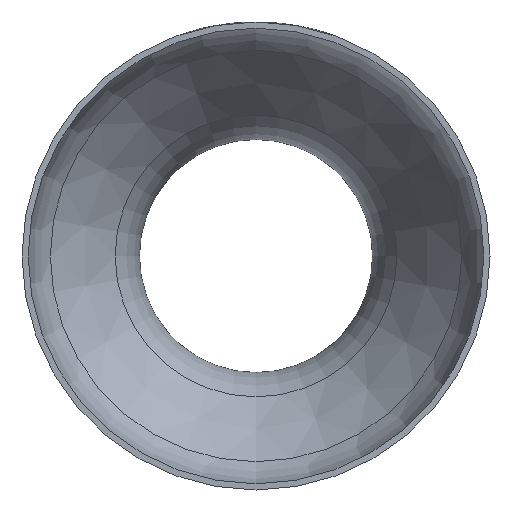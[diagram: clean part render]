
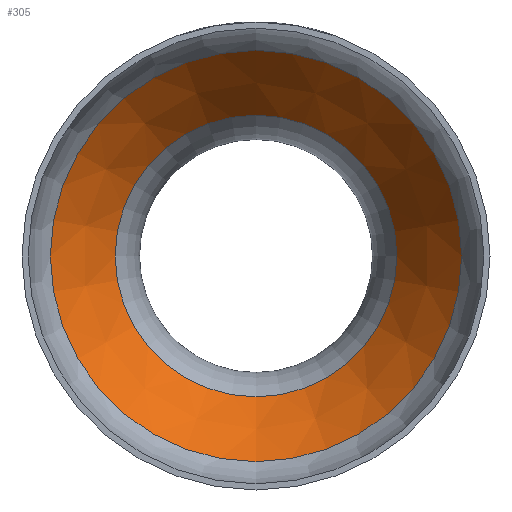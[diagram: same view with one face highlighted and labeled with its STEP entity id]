
A CAD part, front view. The second image highlights one B-rep face of the part: STEP entity #305.
In plain terms, the highlighted conical face has half-angle 35.092 degrees and reference radius 96.271 mm.
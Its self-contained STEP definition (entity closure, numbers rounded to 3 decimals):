
#305 = ADVANCED_FACE ( 'NONE', ( #4612, #2171 ), #3164, .F. ) ;
#1108 = CARTESIAN_POINT ( 'NONE',  ( 0., 52.826, 0. ) ) ;
#1303 = EDGE_CURVE ( 'NONE', #4836, #4836, #8047, .T. ) ;
#1670 = EDGE_LOOP ( 'NONE', ( #2316 ) ) ;
#1938 = DIRECTION ( 'NONE',  ( 0., -1., 0. ) ) ;
#2171 = FACE_OUTER_BOUND ( 'NONE', #4381, .T. ) ;
#2315 = EDGE_CURVE ( 'NONE', #9008, #9008, #7020, .T. ) ;
#2316 = ORIENTED_EDGE ( 'NONE', *, *, #1303, .F. ) ;
#3116 = AXIS2_PLACEMENT_3D ( 'NONE', #4563, #10056, #6852 ) ;
#3164 = CONICAL_SURFACE ( 'NONE', #9253, 96.271, 0.612 ) ;
#3997 = CARTESIAN_POINT ( 'NONE',  ( 0., 96.012, -65.929 ) ) ;
#4381 = EDGE_LOOP ( 'NONE', ( #5855 ) ) ;
#4563 = CARTESIAN_POINT ( 'NONE',  ( 0., 96.012, 0. ) ) ;
#4612 = FACE_BOUND ( 'NONE', #1670, .T. ) ;
#4836 = VERTEX_POINT ( 'NONE', #3997 ) ;
#4882 = AXIS2_PLACEMENT_3D ( 'NONE', #7846, #7120, #6372 ) ;
#5855 = ORIENTED_EDGE ( 'NONE', *, *, #2315, .T. ) ;
#6372 = DIRECTION ( 'NONE',  ( 0., 0., -1. ) ) ;
#6852 = DIRECTION ( 'NONE',  ( 0., 0., -1. ) ) ;
#7020 = CIRCLE ( 'NONE', #4882, 96.271 ) ;
#7027 = CARTESIAN_POINT ( 'NONE',  ( 0., 52.826, -96.271 ) ) ;
#7120 = DIRECTION ( 'NONE',  ( 0., -1., 0. ) ) ;
#7846 = CARTESIAN_POINT ( 'NONE',  ( 0., 52.826, 0. ) ) ;
#8047 = CIRCLE ( 'NONE', #3116, 65.929 ) ;
#8243 = DIRECTION ( 'NONE',  ( 0., 0., -1. ) ) ;
#9008 = VERTEX_POINT ( 'NONE', #7027 ) ;
#9253 = AXIS2_PLACEMENT_3D ( 'NONE', #1108, #1938, #8243 ) ;
#10056 = DIRECTION ( 'NONE',  ( 0., -1., 0. ) ) ;
